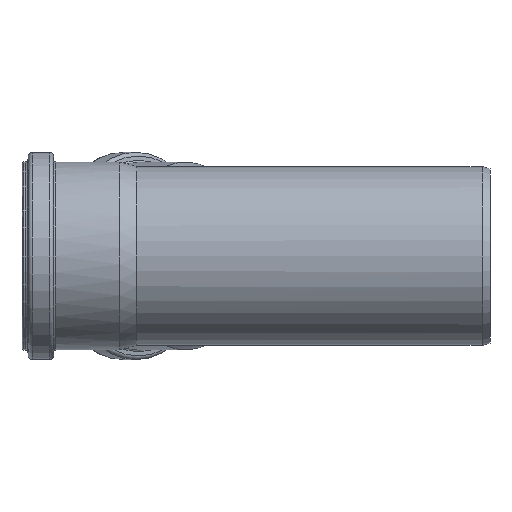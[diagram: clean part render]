
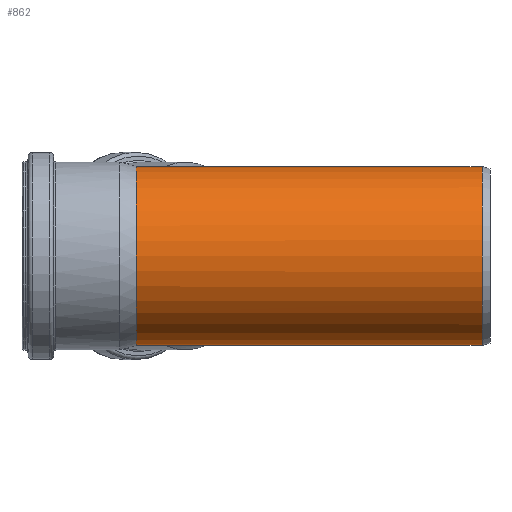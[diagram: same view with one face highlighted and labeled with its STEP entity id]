
A CAD part, left-side view. The second image highlights one B-rep face of the part: STEP entity #862.
In plain terms, the highlighted cylindrical face has radius 45.1 mm (diameter 90.2 mm), a full revolution.
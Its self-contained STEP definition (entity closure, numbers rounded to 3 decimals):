
#91=FACE_BOUND('',#355,.T.);
#121=CIRCLE('',#913,45.1);
#152=CIRCLE('',#977,45.1);
#187=CYLINDRICAL_SURFACE('',#976,45.1);
#200=ELLIPSE('',#902,120.086,45.1);
#203=ELLIPSE('',#905,120.086,45.1);
#205=ELLIPSE('',#907,48.976,45.1);
#252=FACE_OUTER_BOUND('',#354,.T.);
#354=EDGE_LOOP('',(#753,#754,#755,#756,#757,#758));
#355=EDGE_LOOP('',(#759));
#416=B_SPLINE_CURVE_WITH_KNOTS('',3,(#1646,#1647,#1648,#1649,#1650,#1651,
#1652,#1653),.UNSPECIFIED.,.F.,.F.,(4,2,2,4),(0.638,0.64,
0.648,0.656),.UNSPECIFIED.);
#421=B_SPLINE_CURVE_WITH_KNOTS('',3,(#1733,#1734,#1735,#1736,#1737,#1738),
 .UNSPECIFIED.,.F.,.F.,(4,2,4),(0.,0.01,0.017),
 .UNSPECIFIED.);
#451=VERTEX_POINT('',#1570);
#452=VERTEX_POINT('',#1571);
#456=VERTEX_POINT('',#1641);
#460=VERTEX_POINT('',#1703);
#461=VERTEX_POINT('',#1732);
#462=VERTEX_POINT('',#1792);
#495=VERTEX_POINT('',#1938);
#539=EDGE_CURVE('',#451,#452,#200,.T.);
#545=EDGE_CURVE('',#451,#456,#416,.T.);
#550=EDGE_CURVE('',#461,#460,#421,.T.);
#554=EDGE_CURVE('',#462,#460,#203,.T.);
#556=EDGE_CURVE('',#452,#462,#205,.T.);
#559=EDGE_CURVE('',#456,#461,#121,.T.);
#592=EDGE_CURVE('',#495,#495,#152,.T.);
#753=ORIENTED_EDGE('',*,*,#545,.T.);
#754=ORIENTED_EDGE('',*,*,#559,.T.);
#755=ORIENTED_EDGE('',*,*,#550,.T.);
#756=ORIENTED_EDGE('',*,*,#554,.F.);
#757=ORIENTED_EDGE('',*,*,#556,.F.);
#758=ORIENTED_EDGE('',*,*,#539,.F.);
#759=ORIENTED_EDGE('',*,*,#592,.F.);
#862=ADVANCED_FACE('',(#252,#91),#187,.T.);
#902=AXIS2_PLACEMENT_3D('',#1572,#1058,#1059);
#905=AXIS2_PLACEMENT_3D('',#1794,#1064,#1065);
#907=AXIS2_PLACEMENT_3D('',#1836,#1068,#1069);
#913=AXIS2_PLACEMENT_3D('',#1842,#1080,#1081);
#976=AXIS2_PLACEMENT_3D('',#1937,#1206,#1207);
#977=AXIS2_PLACEMENT_3D('',#1939,#1208,#1209);
#1058=DIRECTION('center_axis',(0.927,-0.376,0.));
#1059=DIRECTION('ref_axis',(0.376,0.927,0.));
#1064=DIRECTION('center_axis',(0.927,-0.376,0.));
#1065=DIRECTION('ref_axis',(0.376,0.927,0.));
#1068=DIRECTION('center_axis',(0.39,0.921,0.));
#1069=DIRECTION('ref_axis',(0.921,-0.39,0.));
#1080=DIRECTION('center_axis',(0.,-1.,0.));
#1081=DIRECTION('ref_axis',(1.,0.,0.));
#1206=DIRECTION('center_axis',(0.,-1.,0.));
#1207=DIRECTION('ref_axis',(1.,0.,0.));
#1208=DIRECTION('center_axis',(0.,-1.,0.));
#1209=DIRECTION('ref_axis',(1.,0.,0.));
#1570=CARTESIAN_POINT('',(42.282,178.342,15.692));
#1571=CARTESIAN_POINT('',(0.,74.,45.1));
#1572=CARTESIAN_POINT('Origin',(0.,74.,0.));
#1641=CARTESIAN_POINT('',(42.229,178.392,15.835));
#1646=CARTESIAN_POINT('Ctrl Pts',(42.282,178.342,15.692));
#1647=CARTESIAN_POINT('Ctrl Pts',(42.281,178.344,15.694));
#1648=CARTESIAN_POINT('Ctrl Pts',(42.28,178.346,15.697));
#1649=CARTESIAN_POINT('Ctrl Pts',(42.272,178.363,15.719));
#1650=CARTESIAN_POINT('Ctrl Pts',(42.264,178.374,15.74));
#1651=CARTESIAN_POINT('Ctrl Pts',(42.247,178.388,15.786));
#1652=CARTESIAN_POINT('Ctrl Pts',(42.238,178.392,15.81));
#1653=CARTESIAN_POINT('Ctrl Pts',(42.229,178.392,15.835));
#1703=CARTESIAN_POINT('',(42.282,178.342,-15.692));
#1732=CARTESIAN_POINT('',(42.229,178.392,-15.835));
#1733=CARTESIAN_POINT('Ctrl Pts',(42.229,178.392,-15.835));
#1734=CARTESIAN_POINT('Ctrl Pts',(42.241,178.392,-15.803));
#1735=CARTESIAN_POINT('Ctrl Pts',(42.252,178.386,-15.772));
#1736=CARTESIAN_POINT('Ctrl Pts',(42.27,178.365,-15.724));
#1737=CARTESIAN_POINT('Ctrl Pts',(42.276,178.354,-15.707));
#1738=CARTESIAN_POINT('Ctrl Pts',(42.282,178.342,-15.692));
#1792=CARTESIAN_POINT('',(0.,74.,-45.1));
#1794=CARTESIAN_POINT('Origin',(0.,74.,0.));
#1836=CARTESIAN_POINT('Origin',(0.,74.,0.));
#1842=CARTESIAN_POINT('Origin',(0.,178.392,0.));
#1937=CARTESIAN_POINT('Origin',(0.,91.196,0.));
#1938=CARTESIAN_POINT('',(45.1,4.,0.));
#1939=CARTESIAN_POINT('Origin',(0.,4.,0.));
